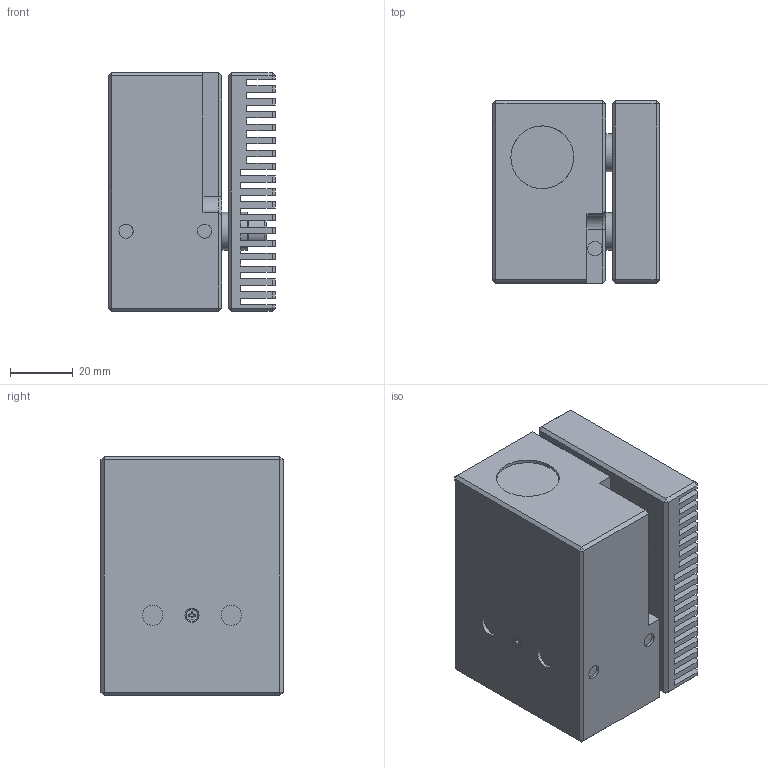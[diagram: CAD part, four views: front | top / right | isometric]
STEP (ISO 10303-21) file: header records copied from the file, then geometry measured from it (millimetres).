
FILE_DESCRIPTION(/* description */ (''),/* implementation_level */ '2;1');
FILE_NAME(/* name */ 'LPAv2.7.step',/* time_stamp */ '2019-09-23T14:26:36+03:00',/* author */ (''),/* organization */ (''),/* preprocessor_version */ 'ST-DEVELOPER v18',/* originating_system */ 'Autodesk Translation Framework v8.6.0.1094',/* authorisation */ '');
FILE_SCHEMA (('AUTOMOTIVE_DESIGN { 1 0 10303 214 3 1 1 }'));
Length unit declared in the file: millimetre
Products named in the file (10): LPAv2.7; ISO 7046-1 - M2; ISO 7046-1 - M2 (1); F3SS8-Step v1; F3SSN1P-Step v1; Beam dump; Nylon spacer; M6x10; LPAv2.7 Body; 91420A002
Assembly tree (16 placements, depth 2):
  LPAv2.7
    ISO 7046-1 - M2  x3
    ISO 7046-1 - M2 (1)
    91420A002  x2
    F3SS8-Step v1
    F3SSN1P-Step v1
    Beam dump
    Nylon spacer  x4
    M6x10  x2
    LPAv2.7 Body
Bounding box: 53 x 58.01 x 76 mm (x, y, z)
Volume: 193407 mm3; surface area: 55600.8 mm2
Topology: 17 solids, 21 shells, 700 faces, 1807 edges, 1169 vertices
Faces by surface type: plane 371, cylinder 182, cone 122, torus 16, bspline 8, sphere 1
Full cylindrical faces by diameter (mm): 1.48 x16, 1.6 x1, 2 x18, 2.013 x4, 2.224 x4, 2.5 x4, 2.6 x4, 2.997 x1, 3 x1, 3.993 x1, 4.5 x2, 4.501 x1, 4.6 x1, 4.7 x4, 4.701 x18, 5.004 x1, 6 x20, 6.5 x4, 6.6 x4, 10 x2, 12 x4, 18 x1, 20 x1, 24 x1, 25.4 x1
Entity records: 20488 total; most frequent: CARTESIAN_POINT 7328, ORIENTED_EDGE 2692, DIRECTION 2581, EDGE_CURVE 1346, VERTEX_POINT 880, LINE 871, VECTOR 871, AXIS2_PLACEMENT_3D 855
